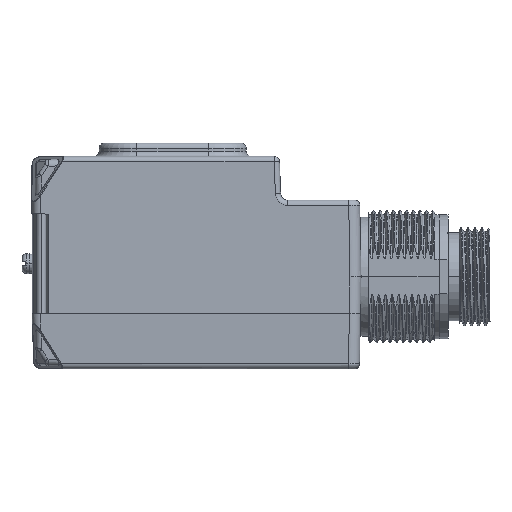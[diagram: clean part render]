
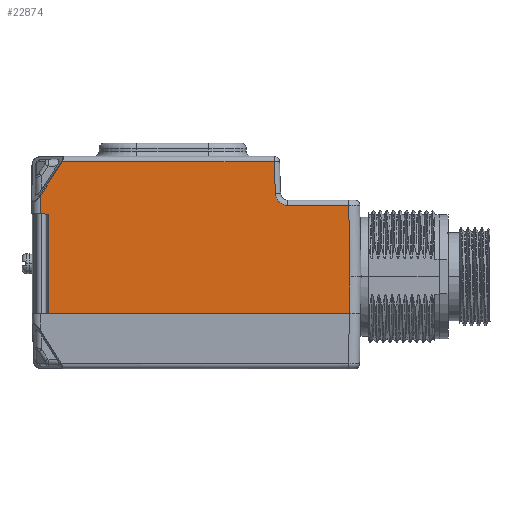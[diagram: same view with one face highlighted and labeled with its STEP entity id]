
A CAD part, left-side view. The second image highlights one B-rep face of the part: STEP entity #22874.
In plain terms, the highlighted planar face has unit normal (-1, 0, 0).
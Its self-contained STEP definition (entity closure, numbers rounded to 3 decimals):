
#1=DIRECTION('',(0.,-0.541,0.841));
#2=VECTOR('',#1,9.);
#3=CARTESIAN_POINT('',(-22.5,71.7,-8.768));
#4=LINE('',#3,#2);
#5=DIRECTION('',(0.,-0.035,-0.999));
#6=VECTOR('',#5,7.299);
#7=CARTESIAN_POINT('',(-22.5,18.859,-1.2));
#8=LINE('',#7,#6);
#9=CARTESIAN_POINT('',(-22.5,15.906,-8.4));
#10=DIRECTION('',(-1.,0.,0.));
#11=DIRECTION('',(0.,0.999,-0.035));
#12=AXIS2_PLACEMENT_3D('',#9,#10,#11);
#14=DIRECTION('',(0.,-0.017,-1.));
#15=VECTOR('',#14,16.152);
#16=CARTESIAN_POINT('',(-22.5,1.982,-11.1));
#17=LINE('',#16,#15);
#18=DIRECTION('',(0.,0.017,-1.));
#19=VECTOR('',#18,8.351);
#20=CARTESIAN_POINT('',(-22.5,1.7,-27.25));
#21=LINE('',#20,#19);
#22=DIRECTION('',(0.,1.,0.));
#23=VECTOR('',#22,68.004);
#24=CARTESIAN_POINT('',(-22.5,1.846,-35.6));
#25=LINE('',#24,#23);
#26=DIRECTION('',(0.,0.,1.));
#27=VECTOR('',#26,22.519);
#28=CARTESIAN_POINT('',(-22.5,69.85,-35.6));
#29=LINE('',#28,#27);
#30=DIRECTION('',(0.,0.999,0.052));
#31=VECTOR('',#30,1.852);
#32=CARTESIAN_POINT('',(-22.5,69.85,-13.081));
#33=LINE('',#32,#31);
#77=DIRECTION('',(0.,0.,-1.));
#78=VECTOR('',#77,4.216);
#79=CARTESIAN_POINT('',(-22.5,71.7,-8.768));
#80=LINE('',#79,#78);
#610=DIRECTION('',(0.,1.,0.));
#611=VECTOR('',#610,13.924);
#612=CARTESIAN_POINT('',(-22.5,1.982,-11.1));
#613=LINE('',#612,#611);
#676=DIRECTION('',(0.,1.,0.));
#677=VECTOR('',#676,47.972);
#678=CARTESIAN_POINT('',(-22.5,18.859,-1.2));
#679=LINE('',#678,#677);
#20015=CARTESIAN_POINT('',(-22.5,71.7,
-8.768));
#20016=CARTESIAN_POINT('',(-22.5,66.83,
-1.2));
#20017=VERTEX_POINT('',#20015);
#20018=VERTEX_POINT('',#20016);
#20019=CARTESIAN_POINT('',(-22.5,18.859,-1.2));
#20020=VERTEX_POINT('',#20019);
#20021=CARTESIAN_POINT('',(-22.5,18.604,-8.494));
#20022=VERTEX_POINT('',#20021);
#20023=CARTESIAN_POINT('',(-22.5,15.906,-11.1));
#20024=VERTEX_POINT('',#20023);
#20025=CARTESIAN_POINT('',(-22.5,1.982,
-11.1));
#20026=VERTEX_POINT('',#20025);
#20027=CARTESIAN_POINT('',(-22.5,1.7,-27.25));
#20028=VERTEX_POINT('',#20027);
#20029=CARTESIAN_POINT('',(-22.5,1.846,-35.6));
#20030=VERTEX_POINT('',#20029);
#20031=CARTESIAN_POINT('',(-22.5,69.85,-35.6));
#20032=VERTEX_POINT('',#20031);
#20033=CARTESIAN_POINT('',(-22.5,69.85,-13.081));
#20034=VERTEX_POINT('',#20033);
#20035=CARTESIAN_POINT('',(-22.5,71.7,-12.984));
#20036=VERTEX_POINT('',#20035);
#22845=CARTESIAN_POINT('',(-22.5,36.7,-18.4));
#22846=DIRECTION('',(1.,0.,0.));
#22847=DIRECTION('',(0.,0.,-1.));
#22848=AXIS2_PLACEMENT_3D('',#22845,#22846,#22847);
#22849=PLANE('',#22848);
#22851=ORIENTED_EDGE('',*,*,#22850,.T.);
#22853=ORIENTED_EDGE('',*,*,#22852,.F.);
#22855=ORIENTED_EDGE('',*,*,#22854,.T.);
#22857=ORIENTED_EDGE('',*,*,#22856,.T.);
#22859=ORIENTED_EDGE('',*,*,#22858,.F.);
#22861=ORIENTED_EDGE('',*,*,#22860,.T.);
#22863=ORIENTED_EDGE('',*,*,#22862,.T.);
#22865=ORIENTED_EDGE('',*,*,#22864,.T.);
#22867=ORIENTED_EDGE('',*,*,#22866,.T.);
#22869=ORIENTED_EDGE('',*,*,#22868,.T.);
#22871=ORIENTED_EDGE('',*,*,#22870,.F.);
#22872=EDGE_LOOP('',(#22851,#22853,#22855,#22857,#22859,#22861,#22863,#22865,
#22867,#22869,#22871));
#22873=FACE_OUTER_BOUND('',#22872,.F.);
#22874=ADVANCED_FACE('',(#22873),#22849,.F.);
#13=CIRCLE('',#12,2.7);
#22850=EDGE_CURVE('',#20017,#20018,#4,.T.);
#22852=EDGE_CURVE('',#20020,#20018,#679,.T.);
#22854=EDGE_CURVE('',#20020,#20022,#8,.T.);
#22856=EDGE_CURVE('',#20022,#20024,#13,.T.);
#22858=EDGE_CURVE('',#20026,#20024,#613,.T.);
#22860=EDGE_CURVE('',#20026,#20028,#17,.T.);
#22862=EDGE_CURVE('',#20028,#20030,#21,.T.);
#22864=EDGE_CURVE('',#20030,#20032,#25,.T.);
#22866=EDGE_CURVE('',#20032,#20034,#29,.T.);
#22868=EDGE_CURVE('',#20034,#20036,#33,.T.);
#22870=EDGE_CURVE('',#20017,#20036,#80,.T.);
